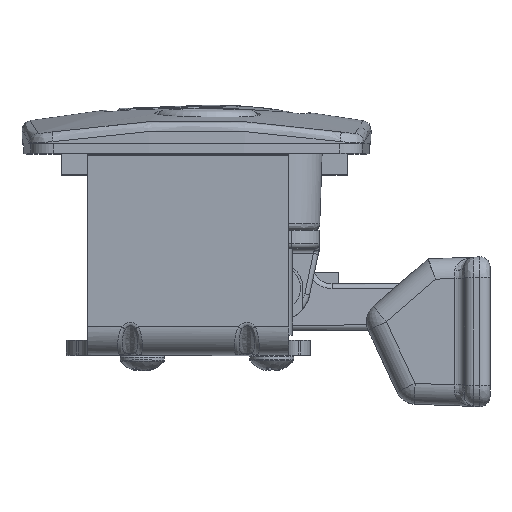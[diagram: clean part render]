
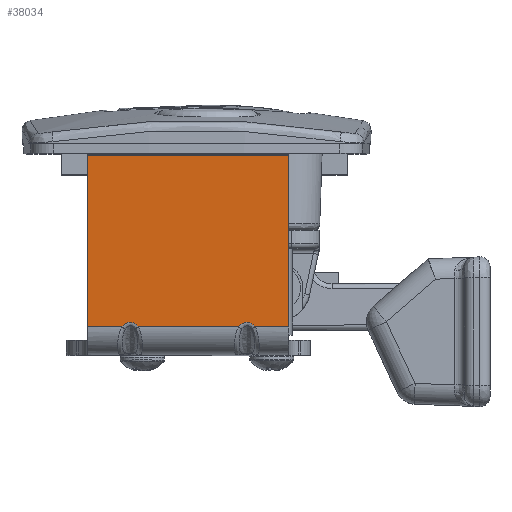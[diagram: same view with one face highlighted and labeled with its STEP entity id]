
A CAD part, top view. The second image highlights one B-rep face of the part: STEP entity #38034.
In plain terms, the highlighted face is planar.
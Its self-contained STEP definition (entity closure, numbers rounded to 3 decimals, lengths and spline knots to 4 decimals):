
#3133=B_SPLINE_CURVE_WITH_KNOTS('',3,(#74022,#74023,#74024,#74025,#74026,
#74027,#74028,#74029),.UNSPECIFIED.,.F.,.F.,(4,1,1,1,1,4),(0.,0.0419,
0.0838,0.1675,0.2304,0.2932),
 .UNSPECIFIED.);
#3138=B_SPLINE_CURVE_WITH_KNOTS('',3,(#74158,#74159,#74160,#74161,#74162,
#74163,#74164,#74165),.UNSPECIFIED.,.F.,.F.,(4,1,1,1,1,4),(0.,0.0419,
0.0838,0.1675,0.2304,0.2932),
 .UNSPECIFIED.);
#5142=FACE_OUTER_BOUND('',#7372,.T.);
#7372=EDGE_LOOP('',(#32957,#32958,#32959,#32960,#32961,#32962,#32963,#32964));
#10543=LINE('',#74111,#13926);
#10544=LINE('',#74333,#13927);
#10545=LINE('',#74335,#13928);
#10546=LINE('',#74337,#13929);
#10547=LINE('',#74339,#13930);
#10548=LINE('',#74340,#13931);
#13926=VECTOR('',#49734,0.3937);
#13927=VECTOR('',#49747,0.3937);
#13928=VECTOR('',#49748,0.3937);
#13929=VECTOR('',#49749,0.3937);
#13930=VECTOR('',#49750,0.3937);
#13931=VECTOR('',#49751,0.3937);
#17553=VERTEX_POINT('',#73969);
#17555=VERTEX_POINT('',#74020);
#17556=VERTEX_POINT('',#74102);
#17558=VERTEX_POINT('',#74156);
#17562=VERTEX_POINT('',#74332);
#17563=VERTEX_POINT('',#74334);
#17564=VERTEX_POINT('',#74336);
#17565=VERTEX_POINT('',#74338);
#22772=EDGE_CURVE('',#17555,#17553,#3133,.T.);
#22777=EDGE_CURVE('',#17556,#17555,#10543,.T.);
#22779=EDGE_CURVE('',#17558,#17556,#3138,.T.);
#22788=EDGE_CURVE('',#17562,#17558,#10544,.T.);
#22789=EDGE_CURVE('',#17562,#17563,#10545,.T.);
#22790=EDGE_CURVE('',#17563,#17564,#10546,.T.);
#22791=EDGE_CURVE('',#17564,#17565,#10547,.T.);
#22792=EDGE_CURVE('',#17553,#17565,#10548,.T.);
#32957=ORIENTED_EDGE('',*,*,#22772,.F.);
#32958=ORIENTED_EDGE('',*,*,#22777,.F.);
#32959=ORIENTED_EDGE('',*,*,#22779,.F.);
#32960=ORIENTED_EDGE('',*,*,#22788,.F.);
#32961=ORIENTED_EDGE('',*,*,#22789,.T.);
#32962=ORIENTED_EDGE('',*,*,#22790,.T.);
#32963=ORIENTED_EDGE('',*,*,#22791,.T.);
#32964=ORIENTED_EDGE('',*,*,#22792,.F.);
#35842=PLANE('',#41300);
#38034=ADVANCED_FACE('',(#5142),#35842,.T.);
#41300=AXIS2_PLACEMENT_3D('',#74331,#49745,#49746);
#49734=DIRECTION('',(0.,0.,-1.));
#49745=DIRECTION('center_axis',(0.053,-0.999,0.));
#49746=DIRECTION('ref_axis',(0.,0.,-1.));
#49747=DIRECTION('',(0.,0.,-1.));
#49748=DIRECTION('',(-0.999,-0.053,0.));
#49749=DIRECTION('',(0.,0.,-1.));
#49750=DIRECTION('',(0.999,0.053,0.));
#49751=DIRECTION('',(0.,0.,-1.));
#73969=CARTESIAN_POINT('',(-0.0805,-1.6134,-0.4029));
#74020=CARTESIAN_POINT('',(-0.0805,-1.6134,-0.3051));
#74022=CARTESIAN_POINT('Ctrl Pts',(-0.0805,-1.6134,
-0.3051));
#74023=CARTESIAN_POINT('Ctrl Pts',(-0.0848,-1.6136,
-0.3085));
#74024=CARTESIAN_POINT('Ctrl Pts',(-0.0929,-1.614,
-0.3161));
#74025=CARTESIAN_POINT('Ctrl Pts',(-0.1058,-1.6147,
-0.3342));
#74026=CARTESIAN_POINT('Ctrl Pts',(-0.1105,-1.615,
-0.36));
#74027=CARTESIAN_POINT('Ctrl Pts',(-0.0988,-1.6143,
-0.386));
#74028=CARTESIAN_POINT('Ctrl Pts',(-0.087,-1.6137,
-0.3978));
#74029=CARTESIAN_POINT('Ctrl Pts',(-0.0805,-1.6134,
-0.4029));
#74102=CARTESIAN_POINT('',(-0.0805,-1.6134,0.3051));
#74111=CARTESIAN_POINT('',(-0.0805,-1.6134,0.));
#74156=CARTESIAN_POINT('',(-0.0805,-1.6134,0.4029));
#74158=CARTESIAN_POINT('Ctrl Pts',(-0.0805,-1.6134,
0.4029));
#74159=CARTESIAN_POINT('Ctrl Pts',(-0.0848,-1.6136,
0.3995));
#74160=CARTESIAN_POINT('Ctrl Pts',(-0.0929,-1.614,
0.3919));
#74161=CARTESIAN_POINT('Ctrl Pts',(-0.1058,-1.6147,
0.3738));
#74162=CARTESIAN_POINT('Ctrl Pts',(-0.1105,-1.615,
0.348));
#74163=CARTESIAN_POINT('Ctrl Pts',(-0.0988,-1.6143,
0.322));
#74164=CARTESIAN_POINT('Ctrl Pts',(-0.087,-1.6137,
0.3102));
#74165=CARTESIAN_POINT('Ctrl Pts',(-0.0805,-1.6134,
0.3051));
#74331=CARTESIAN_POINT('Origin',(-0.0805,-1.6134,0.));
#74332=CARTESIAN_POINT('',(-0.0805,-1.6134,0.61));
#74333=CARTESIAN_POINT('',(-0.0805,-1.6134,0.));
#74334=CARTESIAN_POINT('',(-1.1202,-1.6684,0.61));
#74335=CARTESIAN_POINT('',(-0.0044,-1.6094,0.61));
#74336=CARTESIAN_POINT('',(-1.1202,-1.6684,-0.61));
#74337=CARTESIAN_POINT('',(-1.1202,-1.6684,0.));
#74338=CARTESIAN_POINT('',(-0.0805,-1.6134,-0.61));
#74339=CARTESIAN_POINT('',(0.0217,-1.608,-0.61));
#74340=CARTESIAN_POINT('',(-0.0805,-1.6134,0.));
